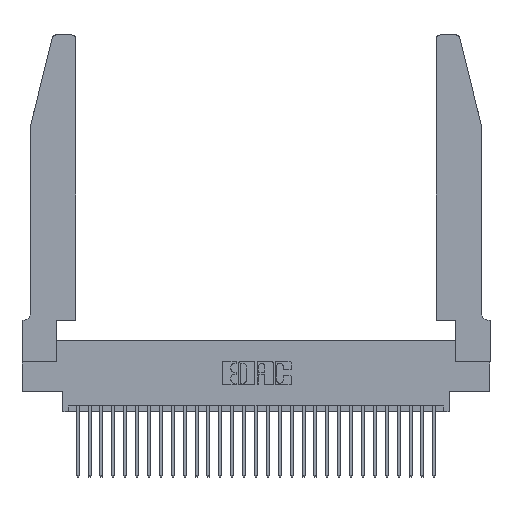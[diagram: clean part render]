
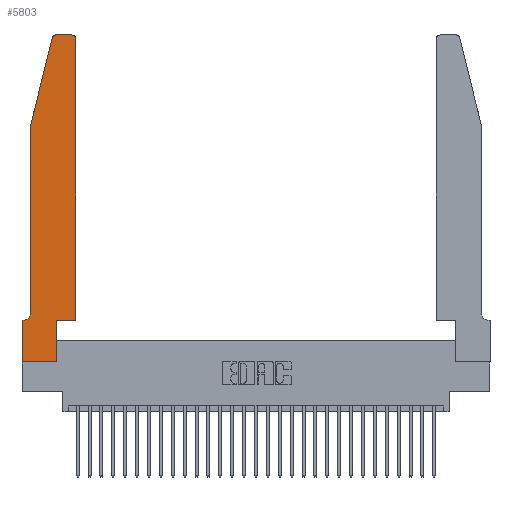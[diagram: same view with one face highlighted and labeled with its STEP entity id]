
A CAD part, top view. The second image highlights one B-rep face of the part: STEP entity #5803.
In plain terms, the highlighted planar face has unit normal (0, 0, 1).
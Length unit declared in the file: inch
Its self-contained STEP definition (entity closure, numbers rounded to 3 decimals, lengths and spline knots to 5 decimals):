
#177 = ORIENTED_EDGE ( 'NONE', *, *, #2992, .T. ) ;
#1146 = CARTESIAN_POINT ( 'NONE',  ( 0.0755, 0.35, 0.37 ) ) ;
#1519 = LINE ( 'NONE', #3941, #21195 ) ;
#2755 = CIRCLE ( 'NONE', #5326, 0.03 ) ;
#2992 = EDGE_CURVE ( 'NONE', #3512, #3537, #27298, .T. ) ;
#3324 = CARTESIAN_POINT ( 'NONE',  ( 0., 0., 0.37 ) ) ;
#3359 = EDGE_LOOP ( 'NONE', ( #25779, #13723, #21750, #30377, #8689, #22694, #29697, #12866, #177, #21417, #27921, #27108 ) ) ;
#3410 = VECTOR ( 'NONE', #16748, 39.37008 ) ;
#3512 = VERTEX_POINT ( 'NONE', #23558 ) ;
#3537 = VERTEX_POINT ( 'NONE', #16352 ) ;
#3572 = DIRECTION ( 'NONE',  ( -1., 0., 0. ) ) ;
#3610 = DIRECTION ( 'NONE',  ( 1., 0., 0. ) ) ;
#3627 = VERTEX_POINT ( 'NONE', #22856 ) ;
#3917 = AXIS2_PLACEMENT_3D ( 'NONE', #22791, #8512, #27342 ) ;
#3941 = CARTESIAN_POINT ( 'NONE',  ( 0., 0., 0.37 ) ) ;
#4491 = CARTESIAN_POINT ( 'NONE',  ( 0.0755, 2., 0.37 ) ) ;
#4998 = AXIS2_PLACEMENT_3D ( 'NONE', #7260, #28676, #21313 ) ;
#5260 = VERTEX_POINT ( 'NONE', #20974 ) ;
#5326 = AXIS2_PLACEMENT_3D ( 'NONE', #9218, #23400, #9121 ) ;
#5803 = ADVANCED_FACE ( 'NONE', ( #6356 ), #27449, .T. ) ;
#5899 = CARTESIAN_POINT ( 'NONE',  ( 0.4505, 0.35, 0.37 ) ) ;
#5975 = EDGE_CURVE ( 'NONE', #16845, #3627, #11141, .T. ) ;
#6154 = EDGE_CURVE ( 'NONE', #7136, #21948, #1519, .T. ) ;
#6356 = FACE_OUTER_BOUND ( 'NONE', #3359, .T. ) ;
#6813 = VERTEX_POINT ( 'NONE', #16776 ) ;
#6995 = LINE ( 'NONE', #1146, #14051 ) ;
#7070 = AXIS2_PLACEMENT_3D ( 'NONE', #23021, #22726, #8450 ) ;
#7122 = EDGE_CURVE ( 'NONE', #10906, #7136, #6995, .T. ) ;
#7136 = VERTEX_POINT ( 'NONE', #24726 ) ;
#7216 = LINE ( 'NONE', #5899, #14277 ) ;
#7260 = CARTESIAN_POINT ( 'NONE',  ( 0.284, 2.72, 0.37 ) ) ;
#7360 = EDGE_CURVE ( 'NONE', #15895, #6813, #30411, .T. ) ;
#8334 = LINE ( 'NONE', #23986, #27315 ) ;
#8450 = DIRECTION ( 'NONE',  ( -1., 0., 0. ) ) ;
#8512 = DIRECTION ( 'NONE',  ( 0., 0., 1. ) ) ;
#8689 = ORIENTED_EDGE ( 'NONE', *, *, #17452, .T. ) ;
#8824 = VECTOR ( 'NONE', #30656, 39.37008 ) ;
#9121 = DIRECTION ( 'NONE',  ( 1., 0., 0. ) ) ;
#9218 = CARTESIAN_POINT ( 'NONE',  ( 0.4205, 2.72, 0.37 ) ) ;
#10419 = LINE ( 'NONE', #29728, #22358 ) ;
#10906 = VERTEX_POINT ( 'NONE', #27697 ) ;
#11141 = LINE ( 'NONE', #28468, #13394 ) ;
#11913 = CARTESIAN_POINT ( 'NONE',  ( 0.0755, 2., 0.37 ) ) ;
#12866 = ORIENTED_EDGE ( 'NONE', *, *, #24562, .T. ) ;
#12903 = CIRCLE ( 'NONE', #7070, 0.07 ) ;
#13394 = VECTOR ( 'NONE', #23997, 39.37008 ) ;
#13723 = ORIENTED_EDGE ( 'NONE', *, *, #22764, .T. ) ;
#14051 = VECTOR ( 'NONE', #3572, 39.37008 ) ;
#14277 = VECTOR ( 'NONE', #15508, 39.37008 ) ;
#14737 = DIRECTION ( 'NONE',  ( 0., 1., 0. ) ) ;
#15508 = DIRECTION ( 'NONE',  ( 1., 0., 0. ) ) ;
#15895 = VERTEX_POINT ( 'NONE', #19963 ) ;
#16140 = VERTEX_POINT ( 'NONE', #28850 ) ;
#16352 = CARTESIAN_POINT ( 'NONE',  ( 0.2865, 0.35, 0.37 ) ) ;
#16447 = CIRCLE ( 'NONE', #4998, 0.03 ) ;
#16748 = DIRECTION ( 'NONE',  ( 0., -1., 0. ) ) ;
#16776 = CARTESIAN_POINT ( 'NONE',  ( 0.0755, 2., 0.37 ) ) ;
#16845 = VERTEX_POINT ( 'NONE', #23432 ) ;
#17452 = EDGE_CURVE ( 'NONE', #28516, #10906, #12903, .T. ) ;
#19963 = CARTESIAN_POINT ( 'NONE',  ( 0.25487, 2.72718, 0.37 ) ) ;
#20974 = CARTESIAN_POINT ( 'NONE',  ( 0.4505, 2.72, 0.37 ) ) ;
#21195 = VECTOR ( 'NONE', #29870, 39.37008 ) ;
#21313 = DIRECTION ( 'NONE',  ( 1., 0., 0. ) ) ;
#21417 = ORIENTED_EDGE ( 'NONE', *, *, #22049, .T. ) ;
#21672 = EDGE_CURVE ( 'NONE', #6813, #28516, #24557, .T. ) ;
#21750 = ORIENTED_EDGE ( 'NONE', *, *, #7360, .T. ) ;
#21948 = VERTEX_POINT ( 'NONE', #3324 ) ;
#22049 = EDGE_CURVE ( 'NONE', #3537, #16140, #7216, .T. ) ;
#22358 = VECTOR ( 'NONE', #3610, 39.37008 ) ;
#22694 = ORIENTED_EDGE ( 'NONE', *, *, #7122, .T. ) ;
#22726 = DIRECTION ( 'NONE',  ( 0., 0., -1. ) ) ;
#22764 = EDGE_CURVE ( 'NONE', #3627, #15895, #16447, .T. ) ;
#22791 = CARTESIAN_POINT ( 'NONE',  ( 0., 0.35, 0.37 ) ) ;
#22856 = CARTESIAN_POINT ( 'NONE',  ( 0.284, 2.75, 0.37 ) ) ;
#23021 = CARTESIAN_POINT ( 'NONE',  ( 0.0055, 0.42, 0.37 ) ) ;
#23400 = DIRECTION ( 'NONE',  ( 0., 0., 1. ) ) ;
#23432 = CARTESIAN_POINT ( 'NONE',  ( 0.4205, 2.75, 0.37 ) ) ;
#23558 = CARTESIAN_POINT ( 'NONE',  ( 0.2865, 0., 0.37 ) ) ;
#23892 = DIRECTION ( 'NONE',  ( 0., 1., 0. ) ) ;
#23986 = CARTESIAN_POINT ( 'NONE',  ( 0.4505, 0.35, 0.37 ) ) ;
#23997 = DIRECTION ( 'NONE',  ( -1., 0., 0. ) ) ;
#24557 = LINE ( 'NONE', #4491, #3410 ) ;
#24562 = EDGE_CURVE ( 'NONE', #21948, #3512, #10419, .T. ) ;
#24726 = CARTESIAN_POINT ( 'NONE',  ( 0., 0.35, 0.37 ) ) ;
#25779 = ORIENTED_EDGE ( 'NONE', *, *, #5975, .T. ) ;
#27108 = ORIENTED_EDGE ( 'NONE', *, *, #30424, .T. ) ;
#27298 = LINE ( 'NONE', #28597, #28776 ) ;
#27315 = VECTOR ( 'NONE', #23892, 39.37008 ) ;
#27342 = DIRECTION ( 'NONE',  ( 1., 0., 0. ) ) ;
#27449 = PLANE ( 'NONE',  #3917 ) ;
#27697 = CARTESIAN_POINT ( 'NONE',  ( 0.0055, 0.35, 0.37 ) ) ;
#27921 = ORIENTED_EDGE ( 'NONE', *, *, #29987, .T. ) ;
#28160 = CARTESIAN_POINT ( 'NONE',  ( 0.0755, 0.42, 0.37 ) ) ;
#28468 = CARTESIAN_POINT ( 'NONE',  ( 0.2605, 2.75, 0.37 ) ) ;
#28516 = VERTEX_POINT ( 'NONE', #28160 ) ;
#28597 = CARTESIAN_POINT ( 'NONE',  ( 0.2865, 0.35, 0.37 ) ) ;
#28676 = DIRECTION ( 'NONE',  ( 0., 0., 1. ) ) ;
#28776 = VECTOR ( 'NONE', #14737, 39.37008 ) ;
#28850 = CARTESIAN_POINT ( 'NONE',  ( 0.4505, 0.35, 0.37 ) ) ;
#29697 = ORIENTED_EDGE ( 'NONE', *, *, #6154, .T. ) ;
#29728 = CARTESIAN_POINT ( 'NONE',  ( 0., 0., 0.37 ) ) ;
#29870 = DIRECTION ( 'NONE',  ( 0., -1., 0. ) ) ;
#29987 = EDGE_CURVE ( 'NONE', #16140, #5260, #8334, .T. ) ;
#30377 = ORIENTED_EDGE ( 'NONE', *, *, #21672, .T. ) ;
#30411 = LINE ( 'NONE', #11913, #8824 ) ;
#30424 = EDGE_CURVE ( 'NONE', #5260, #16845, #2755, .T. ) ;
#30656 = DIRECTION ( 'NONE',  ( -0.239, -0.971, 0. ) ) ;
